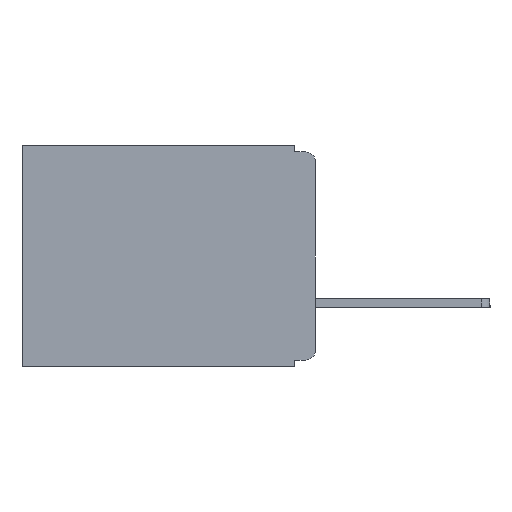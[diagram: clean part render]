
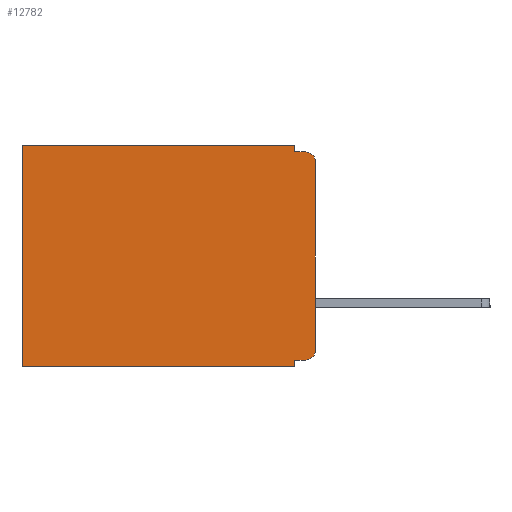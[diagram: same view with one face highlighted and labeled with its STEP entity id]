
A CAD part, left-side view. The second image highlights one B-rep face of the part: STEP entity #12782.
In plain terms, the highlighted planar face has unit normal (-1, 0, 0).
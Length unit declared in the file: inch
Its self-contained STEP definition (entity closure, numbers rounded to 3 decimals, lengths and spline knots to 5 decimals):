
#62 = EDGE_CURVE ( 'NONE', #7802, #7021, #4308, .T. ) ;
#182 = CARTESIAN_POINT ( 'NONE',  ( 0.3, 0.437, -0.33 ) ) ;
#568 = CIRCLE ( 'NONE', #14890, 0.015 ) ;
#1153 = DIRECTION ( 'NONE',  ( -1., 0., 0. ) ) ;
#1223 = CARTESIAN_POINT ( 'NONE',  ( 0.3, 0.031, -0.33 ) ) ;
#1382 = CARTESIAN_POINT ( 'NONE',  ( 0.3, 0.015, -0.32 ) ) ;
#2669 = EDGE_CURVE ( 'NONE', #17733, #8286, #10183, .T. ) ;
#2924 = VECTOR ( 'NONE', #8246, 39.37008 ) ;
#2940 = LINE ( 'NONE', #8716, #2924 ) ;
#3156 = VECTOR ( 'NONE', #12217, 39.37008 ) ;
#3167 = CARTESIAN_POINT ( 'NONE',  ( 0.3, 0., -0.025 ) ) ;
#3415 = EDGE_LOOP ( 'NONE', ( #5339, #5117, #5098, #4722, #9842, #13741, #11155, #10966, #10325, #10528 ) ) ;
#4246 = VECTOR ( 'NONE', #10891, 39.37008 ) ;
#4259 = CARTESIAN_POINT ( 'NONE',  ( 0.3, 0.437, 0. ) ) ;
#4308 = LINE ( 'NONE', #1223, #3156 ) ;
#4327 = LINE ( 'NONE', #12063, #4246 ) ;
#4722 = ORIENTED_EDGE ( 'NONE', *, *, #2669, .F. ) ;
#4742 = VERTEX_POINT ( 'NONE', #3167 ) ;
#4774 = EDGE_CURVE ( 'NONE', #4742, #14687, #7138, .T. ) ;
#5098 = ORIENTED_EDGE ( 'NONE', *, *, #14275, .F. ) ;
#5117 = ORIENTED_EDGE ( 'NONE', *, *, #4774, .T. ) ;
#5172 = VERTEX_POINT ( 'NONE', #1382 ) ;
#5339 = ORIENTED_EDGE ( 'NONE', *, *, #7607, .F. ) ;
#6206 = DIRECTION ( 'NONE',  ( 0., 0., -1. ) ) ;
#6336 = DIRECTION ( 'NONE',  ( 1., 0., 0. ) ) ;
#6724 = CARTESIAN_POINT ( 'NONE',  ( 0.3, 0., -0.33 ) ) ;
#6941 = CARTESIAN_POINT ( 'NONE',  ( 0.3, 0.031, -0.01 ) ) ;
#7021 = VERTEX_POINT ( 'NONE', #16531 ) ;
#7138 = CIRCLE ( 'NONE', #11230, 0.015 ) ;
#7340 = CARTESIAN_POINT ( 'NONE',  ( 0.3, 0., -0.305 ) ) ;
#7557 = CARTESIAN_POINT ( 'NONE',  ( 0.3, 0., -0.33 ) ) ;
#7566 = VERTEX_POINT ( 'NONE', #4259 ) ;
#7607 = EDGE_CURVE ( 'NONE', #4742, #17062, #10427, .T. ) ;
#7802 = VERTEX_POINT ( 'NONE', #16342 ) ;
#8002 = PLANE ( 'NONE',  #11796 ) ;
#8246 = DIRECTION ( 'NONE',  ( 0., 0., -1. ) ) ;
#8286 = VERTEX_POINT ( 'NONE', #6941 ) ;
#8381 = CARTESIAN_POINT ( 'NONE',  ( 0.3, 0.031, 0. ) ) ;
#8716 = CARTESIAN_POINT ( 'NONE',  ( 0.3, 0.437, -0.33 ) ) ;
#9187 = VECTOR ( 'NONE', #10912, 39.37008 ) ;
#9428 = LINE ( 'NONE', #10823, #9187 ) ;
#9661 = EDGE_CURVE ( 'NONE', #7566, #15810, #2940, .T. ) ;
#9842 = ORIENTED_EDGE ( 'NONE', *, *, #12232, .T. ) ;
#10169 = VECTOR ( 'NONE', #16779, 39.37008 ) ;
#10178 = EDGE_CURVE ( 'NONE', #5172, #17062, #568, .T. ) ;
#10183 = LINE ( 'NONE', #10981, #16798 ) ;
#10325 = ORIENTED_EDGE ( 'NONE', *, *, #16695, .F. ) ;
#10427 = LINE ( 'NONE', #6724, #10169 ) ;
#10441 = VECTOR ( 'NONE', #13413, 39.37008 ) ;
#10523 = LINE ( 'NONE', #13735, #10441 ) ;
#10528 = ORIENTED_EDGE ( 'NONE', *, *, #10178, .T. ) ;
#10710 = VECTOR ( 'NONE', #13370, 39.37008 ) ;
#10730 = LINE ( 'NONE', #13560, #10710 ) ;
#10823 = CARTESIAN_POINT ( 'NONE',  ( 0.3, 0., 0. ) ) ;
#10891 = DIRECTION ( 'NONE',  ( 0., -1., 0. ) ) ;
#10912 = DIRECTION ( 'NONE',  ( 0., 1., 0. ) ) ;
#10966 = ORIENTED_EDGE ( 'NONE', *, *, #62, .F. ) ;
#10981 = CARTESIAN_POINT ( 'NONE',  ( 0.3, 0.031, 0. ) ) ;
#11155 = ORIENTED_EDGE ( 'NONE', *, *, #13777, .F. ) ;
#11230 = AXIS2_PLACEMENT_3D ( 'NONE', #17552, #1153, #16630 ) ;
#11389 = DIRECTION ( 'NONE',  ( 0., 0., -1. ) ) ;
#11452 = DIRECTION ( 'NONE',  ( -1., 0., 0. ) ) ;
#11790 = CARTESIAN_POINT ( 'NONE',  ( 0.3, 0.015, -0.305 ) ) ;
#11796 = AXIS2_PLACEMENT_3D ( 'NONE', #7557, #6336, #6206 ) ;
#12063 = CARTESIAN_POINT ( 'NONE',  ( 0.3, 0., -0.01 ) ) ;
#12217 = DIRECTION ( 'NONE',  ( 0., 0., -1. ) ) ;
#12232 = EDGE_CURVE ( 'NONE', #17733, #7566, #9428, .T. ) ;
#12782 = ADVANCED_FACE ( 'NONE', ( #15211 ), #8002, .F. ) ;
#12933 = CARTESIAN_POINT ( 'NONE',  ( 0.3, 0.015, -0.01 ) ) ;
#13370 = DIRECTION ( 'NONE',  ( 0., 1., 0. ) ) ;
#13413 = DIRECTION ( 'NONE',  ( 0., 1., 0. ) ) ;
#13560 = CARTESIAN_POINT ( 'NONE',  ( 0.3, 0., -0.32 ) ) ;
#13735 = CARTESIAN_POINT ( 'NONE',  ( 0.3, 0., -0.33 ) ) ;
#13741 = ORIENTED_EDGE ( 'NONE', *, *, #9661, .T. ) ;
#13777 = EDGE_CURVE ( 'NONE', #7021, #15810, #10523, .T. ) ;
#14275 = EDGE_CURVE ( 'NONE', #8286, #14687, #4327, .T. ) ;
#14687 = VERTEX_POINT ( 'NONE', #12933 ) ;
#14890 = AXIS2_PLACEMENT_3D ( 'NONE', #11790, #11452, #11389 ) ;
#14903 = DIRECTION ( 'NONE',  ( 0., 0., -1. ) ) ;
#15211 = FACE_OUTER_BOUND ( 'NONE', #3415, .T. ) ;
#15810 = VERTEX_POINT ( 'NONE', #182 ) ;
#16342 = CARTESIAN_POINT ( 'NONE',  ( 0.3, 0.031, -0.32 ) ) ;
#16531 = CARTESIAN_POINT ( 'NONE',  ( 0.3, 0.031, -0.33 ) ) ;
#16630 = DIRECTION ( 'NONE',  ( 0., 0., -1. ) ) ;
#16695 = EDGE_CURVE ( 'NONE', #5172, #7802, #10730, .T. ) ;
#16779 = DIRECTION ( 'NONE',  ( 0., 0., -1. ) ) ;
#16798 = VECTOR ( 'NONE', #14903, 39.37008 ) ;
#17062 = VERTEX_POINT ( 'NONE', #7340 ) ;
#17552 = CARTESIAN_POINT ( 'NONE',  ( 0.3, 0.015, -0.025 ) ) ;
#17733 = VERTEX_POINT ( 'NONE', #8381 ) ;
